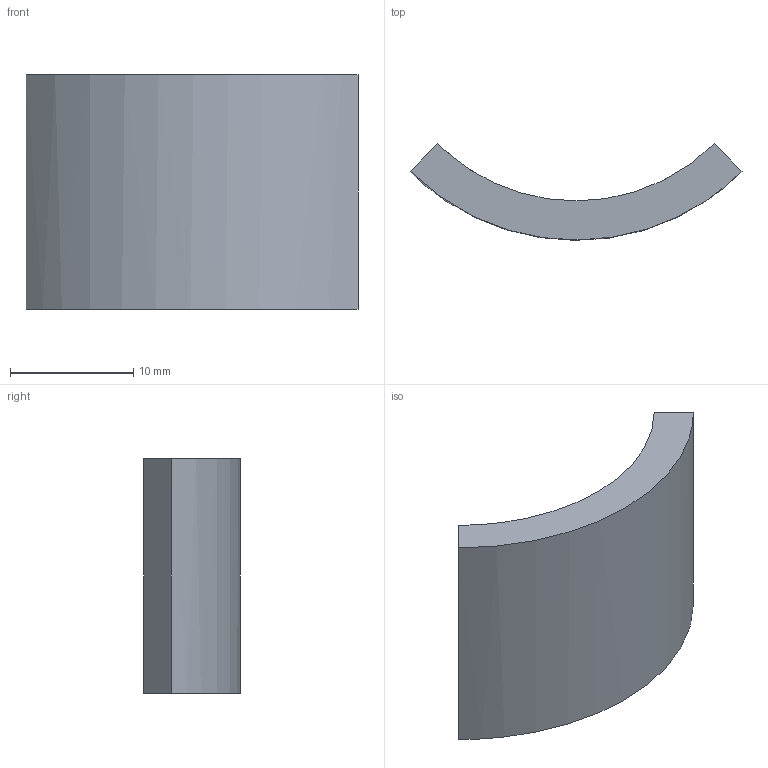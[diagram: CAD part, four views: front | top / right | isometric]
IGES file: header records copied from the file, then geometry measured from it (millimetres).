
Global section: file name: NSN0028; native system: Autodesk Inventor LT ; preprocessor: unknown; author: Adhi; date: 20150305.154342; units: inch
Bounding box: 26.94 x 7.82 x 19.05 mm (x, y, z)
Volume: 1659.1 mm3; surface area: 1340.2 mm2
Topology: 1 solids, 1 shells, 6 faces, 12 edges, 8 vertices
Faces by surface type: bspline 6
